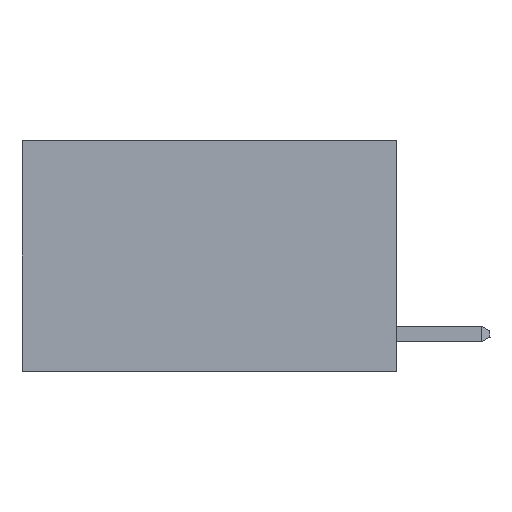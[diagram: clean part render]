
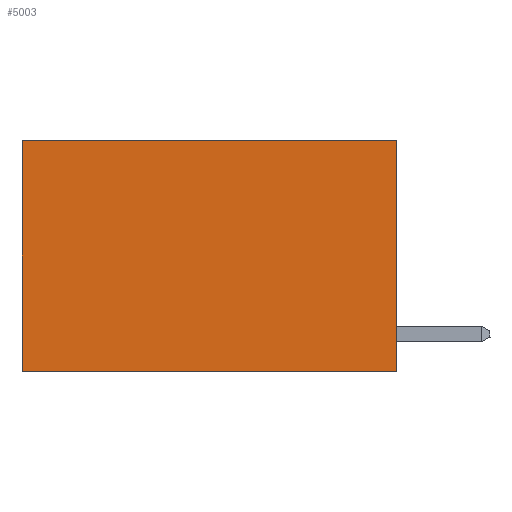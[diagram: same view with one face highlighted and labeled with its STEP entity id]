
A CAD part, left-side view. The second image highlights one B-rep face of the part: STEP entity #5003.
In plain terms, the highlighted planar face has unit normal (-1, 0, 0).
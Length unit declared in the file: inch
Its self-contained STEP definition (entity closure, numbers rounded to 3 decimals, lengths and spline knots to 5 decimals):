
#421 = EDGE_CURVE ( 'NONE', #28077, #22364, #26353, .T. ) ;
#946 = ORIENTED_EDGE ( 'NONE', *, *, #20111, .T. ) ;
#3299 = CARTESIAN_POINT ( 'NONE',  ( 0.2625, 0.6, 0. ) ) ;
#3842 = ORIENTED_EDGE ( 'NONE', *, *, #421, .F. ) ;
#3859 = DIRECTION ( 'NONE',  ( 0., 1., 0. ) ) ;
#4648 = ORIENTED_EDGE ( 'NONE', *, *, #17141, .T. ) ;
#4705 = DIRECTION ( 'NONE',  ( 0., 0., -1. ) ) ;
#5003 = ADVANCED_FACE ( 'NONE', ( #25193 ), #20671, .F. ) ;
#5543 = CARTESIAN_POINT ( 'NONE',  ( 0.2625, 0., -0.37 ) ) ;
#6723 = DIRECTION ( 'NONE',  ( 0., 0., -1. ) ) ;
#8548 = VERTEX_POINT ( 'NONE', #13412 ) ;
#9596 = DIRECTION ( 'NONE',  ( 0., 0., -1. ) ) ;
#9904 = CARTESIAN_POINT ( 'NONE',  ( 0.2625, 0., 0. ) ) ;
#11164 = CARTESIAN_POINT ( 'NONE',  ( 0.2625, 0.6, 0. ) ) ;
#11739 = CARTESIAN_POINT ( 'NONE',  ( 0.2625, 0., 0. ) ) ;
#12404 = CARTESIAN_POINT ( 'NONE',  ( 0.2625, 0., 0. ) ) ;
#13412 = CARTESIAN_POINT ( 'NONE',  ( 0.2625, 0.6, -0.37 ) ) ;
#14532 = VECTOR ( 'NONE', #4705, 39.37008 ) ;
#15618 = EDGE_CURVE ( 'NONE', #22364, #8548, #17368, .T. ) ;
#15846 = ORIENTED_EDGE ( 'NONE', *, *, #15618, .F. ) ;
#16663 = VECTOR ( 'NONE', #23100, 39.37008 ) ;
#16916 = VECTOR ( 'NONE', #3859, 39.37008 ) ;
#17073 = CARTESIAN_POINT ( 'NONE',  ( 0.2625, 0., 0. ) ) ;
#17141 = EDGE_CURVE ( 'NONE', #28077, #24062, #22170, .T. ) ;
#17368 = LINE ( 'NONE', #18635, #16663 ) ;
#17766 = LINE ( 'NONE', #11164, #23700 ) ;
#18635 = CARTESIAN_POINT ( 'NONE',  ( 0.2625, 0., -0.37 ) ) ;
#20111 = EDGE_CURVE ( 'NONE', #24062, #8548, #17766, .T. ) ;
#20671 = PLANE ( 'NONE',  #23985 ) ;
#22170 = LINE ( 'NONE', #17073, #16916 ) ;
#22200 = EDGE_LOOP ( 'NONE', ( #946, #15846, #3842, #4648 ) ) ;
#22364 = VERTEX_POINT ( 'NONE', #5543 ) ;
#22893 = DIRECTION ( 'NONE',  ( 1., 0., 0. ) ) ;
#23100 = DIRECTION ( 'NONE',  ( 0., 1., 0. ) ) ;
#23700 = VECTOR ( 'NONE', #6723, 39.37008 ) ;
#23985 = AXIS2_PLACEMENT_3D ( 'NONE', #11739, #22893, #9596 ) ;
#24062 = VERTEX_POINT ( 'NONE', #3299 ) ;
#25193 = FACE_OUTER_BOUND ( 'NONE', #22200, .T. ) ;
#26353 = LINE ( 'NONE', #12404, #14532 ) ;
#28077 = VERTEX_POINT ( 'NONE', #9904 ) ;
